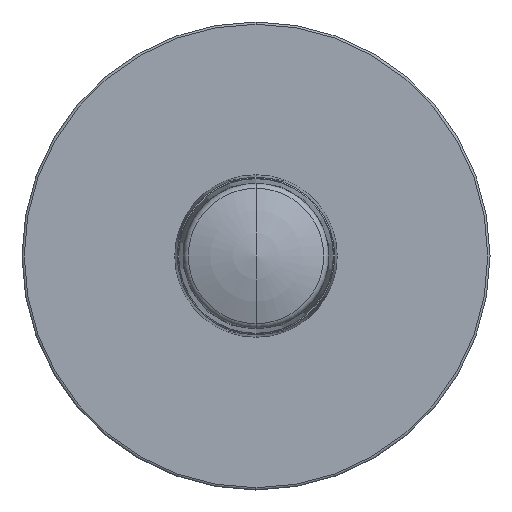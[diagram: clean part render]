
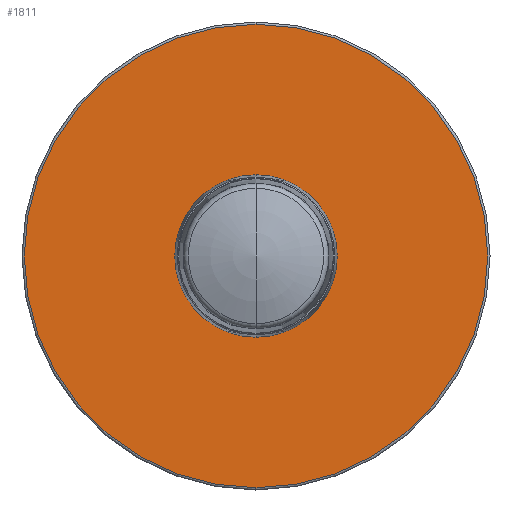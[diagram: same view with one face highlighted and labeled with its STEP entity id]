
A CAD part, left-side view. The second image highlights one B-rep face of the part: STEP entity #1811.
In plain terms, the highlighted face is planar.
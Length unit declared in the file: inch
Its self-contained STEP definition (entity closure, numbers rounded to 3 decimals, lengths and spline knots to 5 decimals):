
#188 = CARTESIAN_POINT ( 'NONE',  ( 0., 0., -2.0425 ) ) ;
#227 = DIRECTION ( 'NONE',  ( 0., 0., 1. ) ) ;
#228 = DIRECTION ( 'NONE',  ( 0., 1., 0. ) ) ;
#229 = CARTESIAN_POINT ( 'NONE',  ( 0., 0., 0. ) ) ;
#230 = AXIS2_PLACEMENT_3D ( 'NONE', #229, #228, #227 ) ;
#231 = CIRCLE ( 'NONE', #230, 2.0425 ) ;
#233 = CARTESIAN_POINT ( 'NONE',  ( 0., 0., 2.0425 ) ) ;
#536 = CARTESIAN_POINT ( 'NONE',  ( 0., 0., 0.3125 ) ) ;
#542 = CARTESIAN_POINT ( 'NONE',  ( 0., 0., -0.3125 ) ) ;
#544 = DIRECTION ( 'NONE',  ( 0., 0., 1. ) ) ;
#545 = DIRECTION ( 'NONE',  ( 0., 1., 0. ) ) ;
#547 = CARTESIAN_POINT ( 'NONE',  ( 0., 0., 0. ) ) ;
#548 = AXIS2_PLACEMENT_3D ( 'NONE', #547, #545, #544 ) ;
#551 = CIRCLE ( 'NONE', #548, 0.3125 ) ;
#591 = CARTESIAN_POINT ( 'NONE',  ( 0., 0., 0. ) ) ;
#593 = FACE_OUTER_BOUND ( 'NONE', #1857, .T. ) ;
#594 = DIRECTION ( 'NONE',  ( 0., 1., 0. ) ) ;
#638 = DIRECTION ( 'NONE',  ( 0., 0., 1. ) ) ;
#640 = FACE_BOUND ( 'NONE', #1813, .T. ) ;
#644 = AXIS2_PLACEMENT_3D ( 'NONE', #591, #594, #638 ) ;
#645 = PLANE ( 'NONE',  #644 ) ;
#705 = DIRECTION ( 'NONE',  ( 0., 0., 1. ) ) ;
#706 = DIRECTION ( 'NONE',  ( 0., 1., 0. ) ) ;
#707 = AXIS2_PLACEMENT_3D ( 'NONE', #730, #706, #705 ) ;
#710 = DIRECTION ( 'NONE',  ( 0., 0., 1. ) ) ;
#711 = DIRECTION ( 'NONE',  ( 0., 1., 0. ) ) ;
#712 = CARTESIAN_POINT ( 'NONE',  ( 0., 0., 0. ) ) ;
#713 = AXIS2_PLACEMENT_3D ( 'NONE', #712, #711, #710 ) ;
#714 = CIRCLE ( 'NONE', #713, 2.0425 ) ;
#716 = CIRCLE ( 'NONE', #707, 0.3125 ) ;
#730 = CARTESIAN_POINT ( 'NONE',  ( 0., 0., 0. ) ) ;
#1760 = EDGE_CURVE ( 'NONE', #1764, #1763, #551, .T. ) ;
#1763 = VERTEX_POINT ( 'NONE', #536 ) ;
#1764 = VERTEX_POINT ( 'NONE', #542 ) ;
#1774 = ORIENTED_EDGE ( 'NONE', *, *, #1960, .T. ) ;
#1811 = ADVANCED_FACE ( 'NONE', ( #593, #640 ), #645, .T. ) ;
#1813 = EDGE_LOOP ( 'NONE', ( #1814, #1817 ) ) ;
#1814 = ORIENTED_EDGE ( 'NONE', *, *, #1858, .F. ) ;
#1817 = ORIENTED_EDGE ( 'NONE', *, *, #1760, .F. ) ;
#1851 = ORIENTED_EDGE ( 'NONE', *, *, #1855, .T. ) ;
#1855 = EDGE_CURVE ( 'NONE', #1901, #1964, #714, .T. ) ;
#1857 = EDGE_LOOP ( 'NONE', ( #1774, #1851 ) ) ;
#1858 = EDGE_CURVE ( 'NONE', #1763, #1764, #716, .T. ) ;
#1901 = VERTEX_POINT ( 'NONE', #188 ) ;
#1960 = EDGE_CURVE ( 'NONE', #1964, #1901, #231, .T. ) ;
#1964 = VERTEX_POINT ( 'NONE', #233 ) ;
